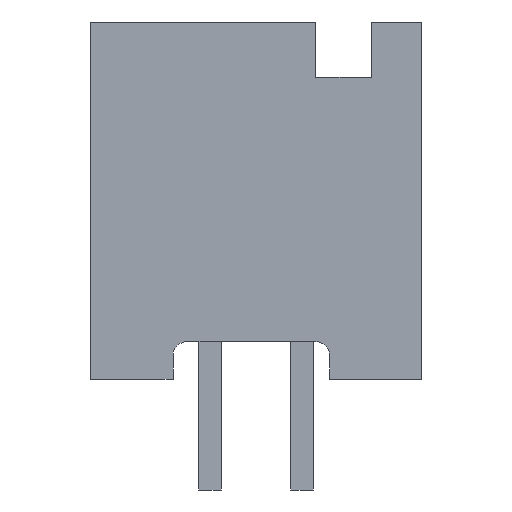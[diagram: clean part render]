
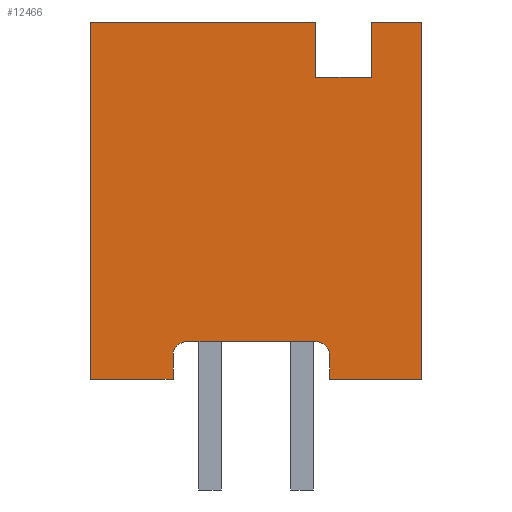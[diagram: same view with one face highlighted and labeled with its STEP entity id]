
A CAD part, left-side view. The second image highlights one B-rep face of the part: STEP entity #12466.
In plain terms, the highlighted planar face has unit normal (-1, 0, 0).
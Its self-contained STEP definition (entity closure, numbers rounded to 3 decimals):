
#171 = VERTEX_POINT('',#172);
#172 = CARTESIAN_POINT('',(-29.21,-4.572,10.));
#178 = EDGE_CURVE('',#179,#171,#181,.T.);
#179 = VERTEX_POINT('',#180);
#180 = CARTESIAN_POINT('',(-29.21,-3.175,10.));
#181 = LINE('',#182,#183);
#182 = CARTESIAN_POINT('',(-29.21,-3.175,10.));
#183 = VECTOR('',#184,1.);
#184 = DIRECTION('',(0.,-1.,0.));
#347 = VERTEX_POINT('',#348);
#348 = CARTESIAN_POINT('',(-29.21,-1.651,10.));
#354 = EDGE_CURVE('',#355,#347,#357,.T.);
#355 = VERTEX_POINT('',#356);
#356 = CARTESIAN_POINT('',(-29.21,4.572,10.));
#357 = LINE('',#358,#359);
#358 = CARTESIAN_POINT('',(-29.21,4.572,10.));
#359 = VECTOR('',#360,1.);
#360 = DIRECTION('',(0.,-1.,0.));
#604 = VERTEX_POINT('',#605);
#605 = CARTESIAN_POINT('',(-29.21,-1.651,8.476));
#611 = EDGE_CURVE('',#347,#604,#612,.T.);
#612 = LINE('',#613,#614);
#613 = CARTESIAN_POINT('',(-29.21,-1.651,10.));
#614 = VECTOR('',#615,1.);
#615 = DIRECTION('',(0.,0.,-1.));
#797 = VERTEX_POINT('',#798);
#798 = CARTESIAN_POINT('',(-29.21,1.905,1.186));
#804 = EDGE_CURVE('',#797,#805,#807,.T.);
#805 = VERTEX_POINT('',#806);
#806 = CARTESIAN_POINT('',(-29.21,-1.651,1.186));
#807 = LINE('',#808,#809);
#808 = CARTESIAN_POINT('',(-29.21,1.905,1.186));
#809 = VECTOR('',#810,1.);
#810 = DIRECTION('',(0.,-1.,0.));
#12422 = EDGE_CURVE('',#604,#12423,#12425,.T.);
#12423 = VERTEX_POINT('',#12424);
#12424 = CARTESIAN_POINT('',(-29.21,-3.175,8.476));
#12425 = LINE('',#12426,#12427);
#12426 = CARTESIAN_POINT('',(-29.21,-1.651,8.476));
#12427 = VECTOR('',#12428,1.);
#12428 = DIRECTION('',(0.,-1.,0.));
#12466 = ADVANCED_FACE('',(#12467),#12542,.T.);
#12467 = FACE_BOUND('',#12468,.F.);
#12468 = EDGE_LOOP('',(#12469,#12470,#12479,#12487,#12495,#12501,#12502,
    #12503,#12504,#12510,#12511,#12519,#12527,#12535));
#12469 = ORIENTED_EDGE('',*,*,#804,.F.);
#12470 = ORIENTED_EDGE('',*,*,#12471,.F.);
#12471 = EDGE_CURVE('',#12472,#797,#12474,.T.);
#12472 = VERTEX_POINT('',#12473);
#12473 = CARTESIAN_POINT('',(-29.21,2.286,0.805));
#12474 = CIRCLE('',#12475,0.381);
#12475 = AXIS2_PLACEMENT_3D('',#12476,#12477,#12478);
#12476 = CARTESIAN_POINT('',(-29.21,1.905,0.805));
#12477 = DIRECTION('',(1.,0.,0.));
#12478 = DIRECTION('',(0.,1.,0.));
#12479 = ORIENTED_EDGE('',*,*,#12480,.T.);
#12480 = EDGE_CURVE('',#12472,#12481,#12483,.T.);
#12481 = VERTEX_POINT('',#12482);
#12482 = CARTESIAN_POINT('',(-29.21,2.286,0.145));
#12483 = LINE('',#12484,#12485);
#12484 = CARTESIAN_POINT('',(-29.21,2.286,0.805));
#12485 = VECTOR('',#12486,1.);
#12486 = DIRECTION('',(0.,0.,-1.));
#12487 = ORIENTED_EDGE('',*,*,#12488,.T.);
#12488 = EDGE_CURVE('',#12481,#12489,#12491,.T.);
#12489 = VERTEX_POINT('',#12490);
#12490 = CARTESIAN_POINT('',(-29.21,4.572,0.145));
#12491 = LINE('',#12492,#12493);
#12492 = CARTESIAN_POINT('',(-29.21,2.286,0.145));
#12493 = VECTOR('',#12494,1.);
#12494 = DIRECTION('',(0.,1.,0.));
#12495 = ORIENTED_EDGE('',*,*,#12496,.F.);
#12496 = EDGE_CURVE('',#355,#12489,#12497,.T.);
#12497 = LINE('',#12498,#12499);
#12498 = CARTESIAN_POINT('',(-29.21,4.572,10.));
#12499 = VECTOR('',#12500,1.);
#12500 = DIRECTION('',(0.,0.,-1.));
#12501 = ORIENTED_EDGE('',*,*,#354,.T.);
#12502 = ORIENTED_EDGE('',*,*,#611,.T.);
#12503 = ORIENTED_EDGE('',*,*,#12422,.T.);
#12504 = ORIENTED_EDGE('',*,*,#12505,.F.);
#12505 = EDGE_CURVE('',#179,#12423,#12506,.T.);
#12506 = LINE('',#12507,#12508);
#12507 = CARTESIAN_POINT('',(-29.21,-3.175,10.));
#12508 = VECTOR('',#12509,1.);
#12509 = DIRECTION('',(0.,0.,-1.));
#12510 = ORIENTED_EDGE('',*,*,#178,.T.);
#12511 = ORIENTED_EDGE('',*,*,#12512,.T.);
#12512 = EDGE_CURVE('',#171,#12513,#12515,.T.);
#12513 = VERTEX_POINT('',#12514);
#12514 = CARTESIAN_POINT('',(-29.21,-4.572,0.145));
#12515 = LINE('',#12516,#12517);
#12516 = CARTESIAN_POINT('',(-29.21,-4.572,10.));
#12517 = VECTOR('',#12518,1.);
#12518 = DIRECTION('',(0.,0.,-1.));
#12519 = ORIENTED_EDGE('',*,*,#12520,.T.);
#12520 = EDGE_CURVE('',#12513,#12521,#12523,.T.);
#12521 = VERTEX_POINT('',#12522);
#12522 = CARTESIAN_POINT('',(-29.21,-2.032,0.145));
#12523 = LINE('',#12524,#12525);
#12524 = CARTESIAN_POINT('',(-29.21,-4.572,0.145));
#12525 = VECTOR('',#12526,1.);
#12526 = DIRECTION('',(0.,1.,0.));
#12527 = ORIENTED_EDGE('',*,*,#12528,.F.);
#12528 = EDGE_CURVE('',#12529,#12521,#12531,.T.);
#12529 = VERTEX_POINT('',#12530);
#12530 = CARTESIAN_POINT('',(-29.21,-2.032,0.805));
#12531 = LINE('',#12532,#12533);
#12532 = CARTESIAN_POINT('',(-29.21,-2.032,0.805));
#12533 = VECTOR('',#12534,1.);
#12534 = DIRECTION('',(0.,0.,-1.));
#12535 = ORIENTED_EDGE('',*,*,#12536,.F.);
#12536 = EDGE_CURVE('',#805,#12529,#12537,.T.);
#12537 = CIRCLE('',#12538,0.381);
#12538 = AXIS2_PLACEMENT_3D('',#12539,#12540,#12541);
#12539 = CARTESIAN_POINT('',(-29.21,-1.651,0.805));
#12540 = DIRECTION('',(1.,0.,0.));
#12541 = DIRECTION('',(0.,0.,1.));
#12542 = PLANE('',#12543);
#12543 = AXIS2_PLACEMENT_3D('',#12544,#12545,#12546);
#12544 = CARTESIAN_POINT('',(-29.21,4.572,10.));
#12545 = DIRECTION('',(-1.,0.,0.));
#12546 = DIRECTION('',(0.,-1.,0.));
